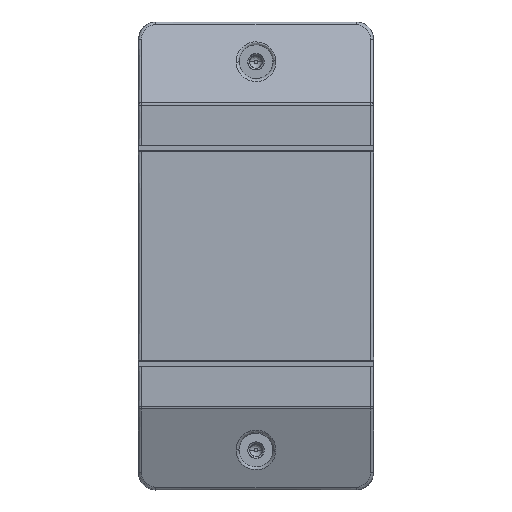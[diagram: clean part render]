
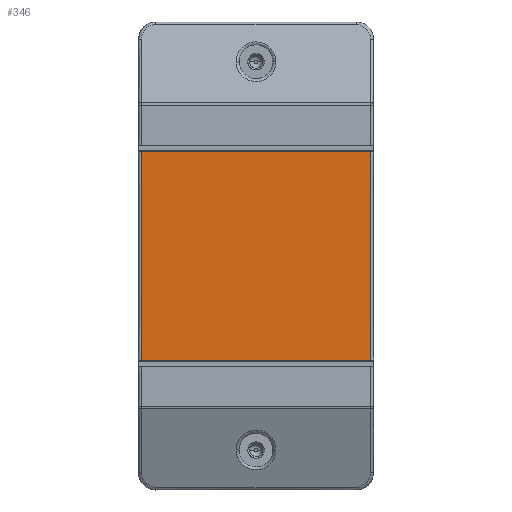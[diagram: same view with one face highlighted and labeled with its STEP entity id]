
A CAD part, top view. The second image highlights one B-rep face of the part: STEP entity #346.
In plain terms, the highlighted planar face has unit normal (0, 0, -1).
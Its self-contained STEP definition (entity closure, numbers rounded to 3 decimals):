
#346=ADVANCED_FACE('',(#1137),#12653,.T.);
#1137=FACE_OUTER_BOUND('',#1928,.T.);
#1928=EDGE_LOOP('',(#3022,#3023,#3024,#3025));
#3022=ORIENTED_EDGE('',*,*,#7081,.F.);
#3023=ORIENTED_EDGE('',*,*,#7040,.T.);
#3024=ORIENTED_EDGE('',*,*,#7080,.F.);
#3025=ORIENTED_EDGE('',*,*,#6974,.T.);
#6974=EDGE_CURVE('',#11274,#11275,#9100,.T.);
#7040=EDGE_CURVE('',#11333,#11334,#9166,.T.);
#7080=EDGE_CURVE('',#11274,#11334,#9206,.T.);
#7081=EDGE_CURVE('',#11333,#11275,#9207,.T.);
#9100=B_SPLINE_CURVE_WITH_KNOTS('',1,(#15207,#15208),.UNSPECIFIED.,.F.,
 .F.,(2,2),(0.,39.2),.UNSPECIFIED.);
#9166=B_SPLINE_CURVE_WITH_KNOTS('',1,(#15339,#15340),.UNSPECIFIED.,.F.,
 .F.,(2,2),(0.,39.2),.UNSPECIFIED.);
#9206=B_SPLINE_CURVE_WITH_KNOTS('',1,(#15421,#15422),.UNSPECIFIED.,.F.,
 .F.,(2,2),(0.,35.789),.UNSPECIFIED.);
#9207=B_SPLINE_CURVE_WITH_KNOTS('',1,(#15423,#15424),.UNSPECIFIED.,.F.,
 .F.,(2,2),(0.,35.789),.UNSPECIFIED.);
#11274=VERTEX_POINT('',#14838);
#11275=VERTEX_POINT('',#14839);
#11333=VERTEX_POINT('',#14897);
#11334=VERTEX_POINT('',#14898);
#12653=PLANE('',#13342);
#13342=AXIS2_PLACEMENT_3D('',#14668,#14004,$);
#14004=DIRECTION('',(0.,0.,-1.));
#14668=CARTESIAN_POINT('',(-23.629,-21.6,22.201));
#14838=CARTESIAN_POINT('',(-19.589,17.888,22.201));
#14839=CARTESIAN_POINT('',(19.611,17.888,22.201));
#14897=CARTESIAN_POINT('',(19.611,-17.901,22.201));
#14898=CARTESIAN_POINT('',(-19.589,-17.901,22.201));
#15207=CARTESIAN_POINT('',(-19.589,17.888,22.201));
#15208=CARTESIAN_POINT('',(19.611,17.888,22.201));
#15339=CARTESIAN_POINT('',(19.611,-17.901,22.201));
#15340=CARTESIAN_POINT('',(-19.589,-17.901,22.201));
#15421=CARTESIAN_POINT('',(-19.589,17.888,22.201));
#15422=CARTESIAN_POINT('',(-19.589,-17.901,22.201));
#15423=CARTESIAN_POINT('',(19.611,-17.901,22.201));
#15424=CARTESIAN_POINT('',(19.611,17.888,22.201));
